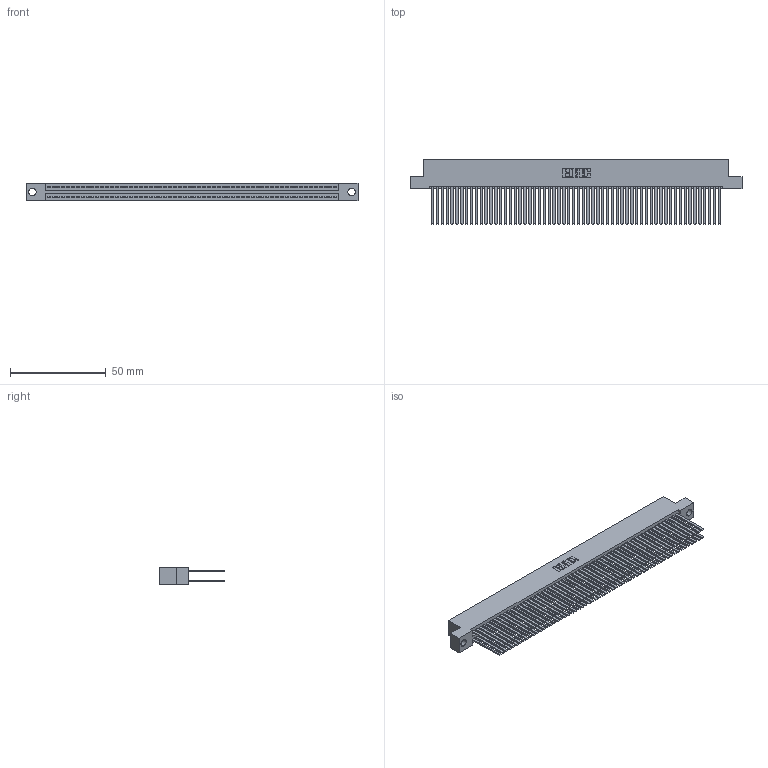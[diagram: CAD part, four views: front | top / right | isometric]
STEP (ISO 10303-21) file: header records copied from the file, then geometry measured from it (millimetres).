
FILE_DESCRIPTION (( 'STEP AP203' ), '1' );
FILE_NAME ('345-120-544-204.STEP', '2021-05-25T17:03:05', ( '' ), ( '' ), 'SwSTEP 2.0', 'SolidWorks 2020', '' );
FILE_SCHEMA (( 'CONFIG_CONTROL_DESIGN' ));
Length unit declared in the file: inch
Products named in the file (3): 345-120-544-204; 345 Part_Flush Mounting Lugs - 0.156 Dia-TI; 345-292-001_345-293-144
Assembly tree (121 placements, depth 2):
  345-120-544-204
    345 Part_Flush Mounting Lugs - 0.156 Dia-TI
    345-292-001_345-293-144  x120
Bounding box: 173.61 x 33.96 x 9.4 mm (x, y, z)
Volume: 18607.9 mm3; surface area: 32636.1 mm2
Topology: 121 solids, 121 shells, 5420 faces, 16097 edges, 10570 vertices
Faces by surface type: plane 3574, cylinder 1846
Entity records: 44889 total; most frequent: CARTESIAN_POINT 7510, ORIENTED_EDGE 7442, DIRECTION 6597, EDGE_CURVE 3721, LINE 3353, VECTOR 3353, VERTEX_POINT 2478, AXIS2_PLACEMENT_3D 1622
